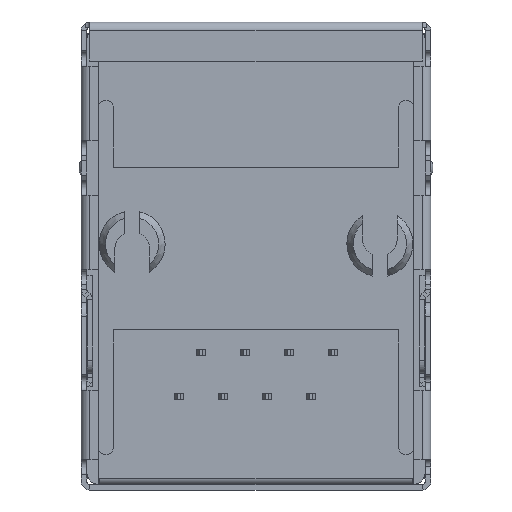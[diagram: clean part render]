
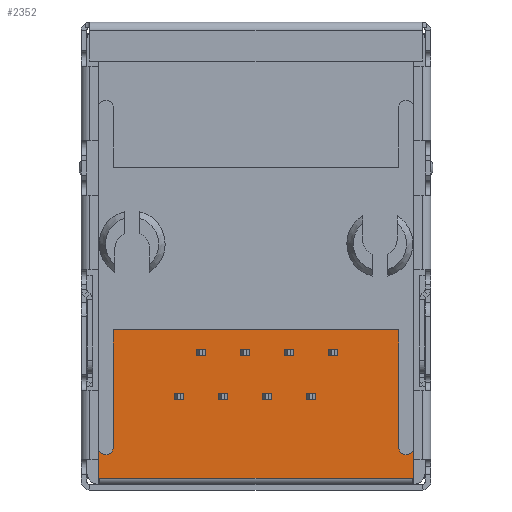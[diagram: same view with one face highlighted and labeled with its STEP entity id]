
A CAD part, front view. The second image highlights one B-rep face of the part: STEP entity #2352.
In plain terms, the highlighted planar face has unit normal (0, -1, 0).
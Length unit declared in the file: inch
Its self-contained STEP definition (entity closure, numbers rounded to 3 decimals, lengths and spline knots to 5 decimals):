
#217 = DIRECTION ( 'NONE',  ( 0., -1., 0. ) ) ;
#301 = VERTEX_POINT ( 'NONE', #975 ) ;
#502 = ORIENTED_EDGE ( 'NONE', *, *, #16084, .F. ) ;
#975 = CARTESIAN_POINT ( 'NONE',  ( 0.28404, 0.00984, -0.40335 ) ) ;
#1140 = CIRCLE ( 'NONE', #16388, 0.01181 ) ;
#1288 = DIRECTION ( 'NONE',  ( 0., -1., 0. ) ) ;
#1463 = DIRECTION ( 'NONE',  ( 0., 0., 1. ) ) ;
#1710 = ORIENTED_EDGE ( 'NONE', *, *, #9185, .T. ) ;
#1748 = CARTESIAN_POINT ( 'NONE',  ( 0.28404, 0.00984, -0.39154 ) ) ;
#1917 = FACE_OUTER_BOUND ( 'NONE', #17442, .T. ) ;
#2264 = LINE ( 'NONE', #9250, #2672 ) ;
#2286 = LINE ( 'NONE', #17072, #12886 ) ;
#2330 = AXIS2_PLACEMENT_3D ( 'NONE', #2953, #9484, #1463 ) ;
#2348 = LINE ( 'NONE', #4131, #2533 ) ;
#2352 = ADVANCED_FACE ( 'NONE', ( #1917 ), #5782, .F. ) ;
#2365 = CARTESIAN_POINT ( 'NONE',  ( -0.286, 0.00984, -0.34767 ) ) ;
#2463 = VECTOR ( 'NONE', #2637, 39.37008 ) ;
#2533 = VECTOR ( 'NONE', #5839, 39.37008 ) ;
#2637 = DIRECTION ( 'NONE',  ( 1., 0., 0. ) ) ;
#2672 = VECTOR ( 'NONE', #7966, 39.37008 ) ;
#2953 = CARTESIAN_POINT ( 'NONE',  ( 0., 0.00984, 0. ) ) ;
#3034 = EDGE_CURVE ( 'NONE', #7485, #13207, #3158, .T. ) ;
#3077 = ORIENTED_EDGE ( 'NONE', *, *, #11243, .F. ) ;
#3158 = LINE ( 'NONE', #16981, #6192 ) ;
#3382 = VERTEX_POINT ( 'NONE', #17747 ) ;
#3772 = EDGE_CURVE ( 'NONE', #4618, #7485, #13576, .T. ) ;
#4131 = CARTESIAN_POINT ( 'NONE',  ( -0.25949, 0.00984, -0.13431 ) ) ;
#4190 = DIRECTION ( 'NONE',  ( 0., -1., 0. ) ) ;
#4321 = VERTEX_POINT ( 'NONE', #17685 ) ;
#4597 = LINE ( 'NONE', #5410, #2463 ) ;
#4618 = VERTEX_POINT ( 'NONE', #15769 ) ;
#5410 = CARTESIAN_POINT ( 'NONE',  ( 0., 0.00984, -0.40335 ) ) ;
#5439 = ORIENTED_EDGE ( 'NONE', *, *, #3034, .F. ) ;
#5782 = PLANE ( 'NONE',  #2330 ) ;
#5839 = DIRECTION ( 'NONE',  ( 1., 0., 0. ) ) ;
#6192 = VECTOR ( 'NONE', #15469, 39.37008 ) ;
#6248 = LINE ( 'NONE', #16265, #7104 ) ;
#7052 = AXIS2_PLACEMENT_3D ( 'NONE', #1748, #12949, #12890 ) ;
#7104 = VECTOR ( 'NONE', #10601, 39.37008 ) ;
#7485 = VERTEX_POINT ( 'NONE', #9813 ) ;
#7949 = ORIENTED_EDGE ( 'NONE', *, *, #3772, .F. ) ;
#7966 = DIRECTION ( 'NONE',  ( 0., 0., -1. ) ) ;
#7994 = CARTESIAN_POINT ( 'NONE',  ( 0.286, 0.00984, -0.40318 ) ) ;
#8036 = VERTEX_POINT ( 'NONE', #14942 ) ;
#8612 = ORIENTED_EDGE ( 'NONE', *, *, #17515, .T. ) ;
#8688 = VERTEX_POINT ( 'NONE', #9986 ) ;
#8903 = EDGE_CURVE ( 'NONE', #8688, #12539, #6248, .T. ) ;
#9104 = EDGE_CURVE ( 'NONE', #12539, #4321, #15540, .T. ) ;
#9185 = EDGE_CURVE ( 'NONE', #301, #13207, #11657, .T. ) ;
#9250 = CARTESIAN_POINT ( 'NONE',  ( 0.25949, 0.00984, 0.26982 ) ) ;
#9445 = CARTESIAN_POINT ( 'NONE',  ( 0.27275, 0.00984, -0.34767 ) ) ;
#9484 = DIRECTION ( 'NONE',  ( 0., 1., 0. ) ) ;
#9727 = DIRECTION ( 'NONE',  ( 0., 0., 1. ) ) ;
#9763 = ORIENTED_EDGE ( 'NONE', *, *, #12664, .T. ) ;
#9813 = CARTESIAN_POINT ( 'NONE',  ( 0.286, 0.00984, -0.34767 ) ) ;
#9851 = AXIS2_PLACEMENT_3D ( 'NONE', #9445, #1288, #10820 ) ;
#9986 = CARTESIAN_POINT ( 'NONE',  ( -0.286, 0.00984, -0.40318 ) ) ;
#10601 = DIRECTION ( 'NONE',  ( 0., 0., 1. ) ) ;
#10820 = DIRECTION ( 'NONE',  ( 0., 0., 1. ) ) ;
#11243 = EDGE_CURVE ( 'NONE', #17614, #8036, #2348, .T. ) ;
#11648 = ORIENTED_EDGE ( 'NONE', *, *, #9104, .F. ) ;
#11657 = CIRCLE ( 'NONE', #7052, 0.01181 ) ;
#11769 = DIRECTION ( 'NONE',  ( 0., 0., 1. ) ) ;
#12539 = VERTEX_POINT ( 'NONE', #2365 ) ;
#12664 = EDGE_CURVE ( 'NONE', #3382, #301, #4597, .T. ) ;
#12886 = VECTOR ( 'NONE', #11769, 39.37008 ) ;
#12890 = DIRECTION ( 'NONE',  ( 0., 0., 1. ) ) ;
#12945 = ORIENTED_EDGE ( 'NONE', *, *, #8903, .F. ) ;
#12949 = DIRECTION ( 'NONE',  ( 0., -1., 0. ) ) ;
#13207 = VERTEX_POINT ( 'NONE', #7994 ) ;
#13576 = CIRCLE ( 'NONE', #9851, 0.01326 ) ;
#13626 = EDGE_CURVE ( 'NONE', #8036, #4618, #2264, .T. ) ;
#13889 = CARTESIAN_POINT ( 'NONE',  ( -0.27275, 0.00984, -0.34767 ) ) ;
#14752 = ORIENTED_EDGE ( 'NONE', *, *, #13626, .F. ) ;
#14942 = CARTESIAN_POINT ( 'NONE',  ( 0.25949, 0.00984, -0.13431 ) ) ;
#15335 = CARTESIAN_POINT ( 'NONE',  ( -0.28404, 0.00984, -0.39154 ) ) ;
#15469 = DIRECTION ( 'NONE',  ( 0., 0., -1. ) ) ;
#15540 = CIRCLE ( 'NONE', #17829, 0.01326 ) ;
#15769 = CARTESIAN_POINT ( 'NONE',  ( 0.25949, 0.00984, -0.34767 ) ) ;
#16084 = EDGE_CURVE ( 'NONE', #4321, #17614, #2286, .T. ) ;
#16265 = CARTESIAN_POINT ( 'NONE',  ( -0.286, 0.00984, -0.41516 ) ) ;
#16388 = AXIS2_PLACEMENT_3D ( 'NONE', #15335, #4190, #9727 ) ;
#16906 = CARTESIAN_POINT ( 'NONE',  ( -0.25949, 0.00984, -0.13431 ) ) ;
#16915 = DIRECTION ( 'NONE',  ( 0., 0., -1. ) ) ;
#16981 = CARTESIAN_POINT ( 'NONE',  ( 0.286, 0.00984, -0.41516 ) ) ;
#17072 = CARTESIAN_POINT ( 'NONE',  ( -0.25949, 0.00984, 0.26982 ) ) ;
#17442 = EDGE_LOOP ( 'NONE', ( #3077, #502, #11648, #12945, #8612, #9763, #1710, #5439, #7949, #14752 ) ) ;
#17515 = EDGE_CURVE ( 'NONE', #8688, #3382, #1140, .T. ) ;
#17614 = VERTEX_POINT ( 'NONE', #16906 ) ;
#17685 = CARTESIAN_POINT ( 'NONE',  ( -0.25949, 0.00984, -0.34767 ) ) ;
#17747 = CARTESIAN_POINT ( 'NONE',  ( -0.28404, 0.00984, -0.40335 ) ) ;
#17829 = AXIS2_PLACEMENT_3D ( 'NONE', #13889, #217, #16915 ) ;
